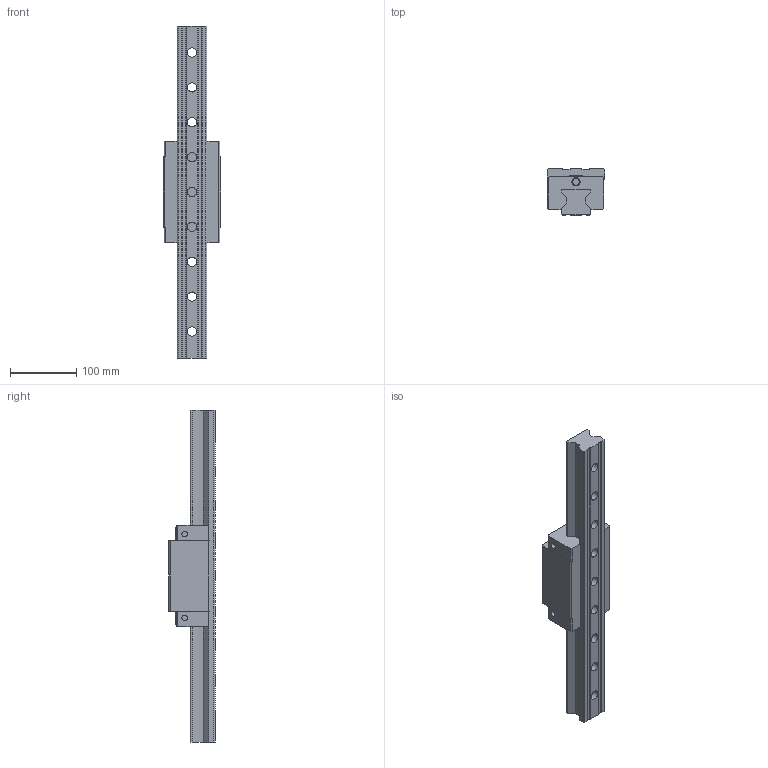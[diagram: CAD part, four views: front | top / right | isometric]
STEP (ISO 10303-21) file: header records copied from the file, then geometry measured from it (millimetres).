
FILE_DESCRIPTION((''),'2;1');
FILE_NAME('RGH45CA_ASM','2008-07-11T',('danharen'),(''),'PRO/ENGINEER BY PARAMETRIC TECHNOLOGY CORPORATION, 2004360','PRO/ENGINEER BY PARAMETRIC TECHNOLOGY CORPORATION, 2004360','');
FILE_SCHEMA(('CONFIG_CONTROL_DESIGN'));
Length unit declared in the file: millimetre
Products named in the file (4): RGH45CA_BLOCK_18; PRT0023; RGH45CA_ASM_15_ASM; RGH45CA_ASM
Assembly tree (3 placements, depth 3):
  RGH45CA_ASM
    RGH45CA_ASM_15_ASM
      RGH45CA_BLOCK_18
      PRT0023
Bounding box: 86 x 70 x 500 mm (x, y, z)
Volume: 1216543.4 mm3; surface area: 174783.1 mm2
Topology: 2 solids, 2 shells, 191 faces, 472 edges, 312 vertices
Faces by surface type: plane 107, cylinder 72, cone 12
Entity records: 5840 total; most frequent: DIRECTION 1028, CARTESIAN_POINT 984, ORIENTED_EDGE 944, EDGE_CURVE 472, AXIS2_PLACEMENT_3D 356, VECTOR 316, LINE 316, VERTEX_POINT 312
